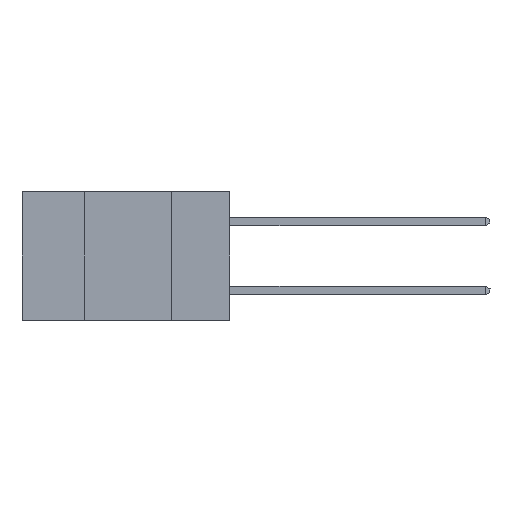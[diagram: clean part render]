
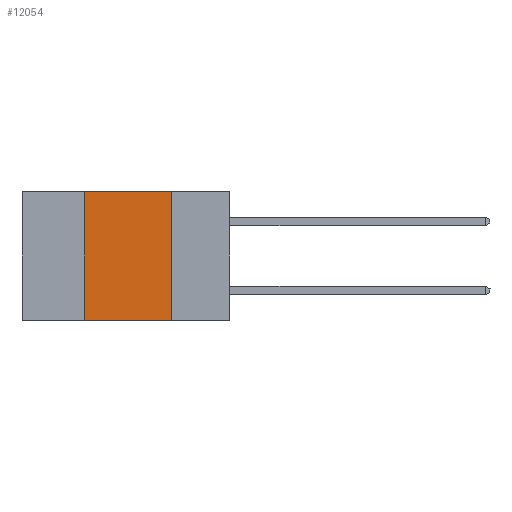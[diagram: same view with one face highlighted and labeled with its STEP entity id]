
A CAD part, left-side view. The second image highlights one B-rep face of the part: STEP entity #12054.
In plain terms, the highlighted planar face has unit normal (-1, 0, 0).
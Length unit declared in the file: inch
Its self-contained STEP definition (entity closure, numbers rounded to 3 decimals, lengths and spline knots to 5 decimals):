
#1372 = VECTOR ( 'NONE', #5069, 39.37008 ) ;
#1425 = DIRECTION ( 'NONE',  ( 1., 0., 0. ) ) ;
#1619 = EDGE_LOOP ( 'NONE', ( #8077, #7494, #14033, #4385 ) ) ;
#4385 = ORIENTED_EDGE ( 'NONE', *, *, #5769, .T. ) ;
#4724 = DIRECTION ( 'NONE',  ( 0., 0., -1. ) ) ;
#4788 = VERTEX_POINT ( 'NONE', #8734 ) ;
#5069 = DIRECTION ( 'NONE',  ( 0., 0., 1. ) ) ;
#5769 = EDGE_CURVE ( 'NONE', #13620, #18092, #12065, .T. ) ;
#6171 = VERTEX_POINT ( 'NONE', #19683 ) ;
#7494 = ORIENTED_EDGE ( 'NONE', *, *, #19204, .F. ) ;
#8060 = DIRECTION ( 'NONE',  ( 0., -1., 0. ) ) ;
#8077 = ORIENTED_EDGE ( 'NONE', *, *, #19313, .F. ) ;
#8734 = CARTESIAN_POINT ( 'NONE',  ( 0., 0.42, 0. ) ) ;
#9328 = AXIS2_PLACEMENT_3D ( 'NONE', #23093, #1425, #14132 ) ;
#9547 = LINE ( 'NONE', #20719, #18635 ) ;
#10467 = PLANE ( 'NONE',  #9328 ) ;
#10631 = EDGE_CURVE ( 'NONE', #13620, #4788, #12157, .T. ) ;
#12043 = CARTESIAN_POINT ( 'NONE',  ( 0., 0.17, -0.37 ) ) ;
#12054 = ADVANCED_FACE ( 'NONE', ( #20030 ), #10467, .F. ) ;
#12065 = LINE ( 'NONE', #20409, #21142 ) ;
#12157 = LINE ( 'NONE', #17775, #1372 ) ;
#12357 = CARTESIAN_POINT ( 'NONE',  ( 0., 0.42, -0.37 ) ) ;
#13620 = VERTEX_POINT ( 'NONE', #12357 ) ;
#14033 = ORIENTED_EDGE ( 'NONE', *, *, #10631, .F. ) ;
#14132 = DIRECTION ( 'NONE',  ( 0., 0., -1. ) ) ;
#15608 = CARTESIAN_POINT ( 'NONE',  ( 0., 0.17, -0.37 ) ) ;
#16368 = LINE ( 'NONE', #15608, #16945 ) ;
#16945 = VECTOR ( 'NONE', #4724, 39.37008 ) ;
#17775 = CARTESIAN_POINT ( 'NONE',  ( 0., 0.42, -0.37 ) ) ;
#18092 = VERTEX_POINT ( 'NONE', #12043 ) ;
#18635 = VECTOR ( 'NONE', #8060, 39.37008 ) ;
#19204 = EDGE_CURVE ( 'NONE', #4788, #6171, #9547, .T. ) ;
#19313 = EDGE_CURVE ( 'NONE', #6171, #18092, #16368, .T. ) ;
#19683 = CARTESIAN_POINT ( 'NONE',  ( 0., 0.17, 0. ) ) ;
#20030 = FACE_OUTER_BOUND ( 'NONE', #1619, .T. ) ;
#20409 = CARTESIAN_POINT ( 'NONE',  ( 0., 0.6, -0.37 ) ) ;
#20719 = CARTESIAN_POINT ( 'NONE',  ( 0., 0.6, 0. ) ) ;
#21142 = VECTOR ( 'NONE', #22214, 39.37008 ) ;
#22214 = DIRECTION ( 'NONE',  ( 0., -1., 0. ) ) ;
#23093 = CARTESIAN_POINT ( 'NONE',  ( 0., 0.6, 0. ) ) ;
